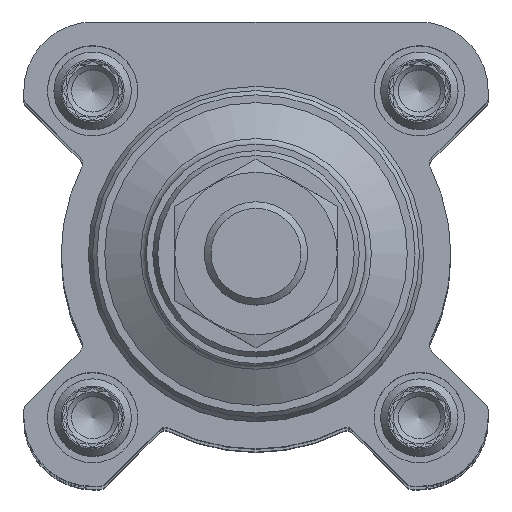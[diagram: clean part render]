
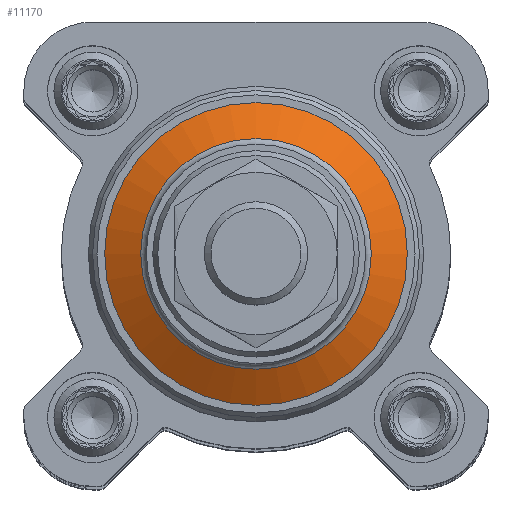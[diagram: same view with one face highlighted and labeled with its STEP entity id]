
A CAD part, top view. The second image highlights one B-rep face of the part: STEP entity #11170.
In plain terms, the highlighted conical face has half-angle 60.522 degrees and reference radius 13.41 mm.
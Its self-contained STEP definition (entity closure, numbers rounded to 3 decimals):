
#2970=ORIENTED_EDGE('',*,*,#4931,.F.);
#2971=ORIENTED_EDGE('',*,*,#4930,.T.);
#4930=EDGE_CURVE('',#5973,#5973,#6510,.T.);
#4931=EDGE_CURVE('',#5974,#5974,#6511,.T.);
#5973=VERTEX_POINT('',#16371);
#5974=VERTEX_POINT('',#16374);
#6510=CIRCLE('',#11855,13.41);
#6511=CIRCLE('',#11857,17.6);
#6807=EDGE_LOOP('',(#2970));
#6808=EDGE_LOOP('',(#2971));
#7449=FACE_BOUND('',#6807,.T.);
#7450=FACE_BOUND('',#6808,.T.);
#7946=CONICAL_SURFACE('',#11856,13.41,1.056);
#11170=ADVANCED_FACE('',(#7449,#7450),#7946,.T.);
#11855=AXIS2_PLACEMENT_3D('',#16370,#13191,#13192);
#11856=AXIS2_PLACEMENT_3D('',#16372,#13193,#13194);
#11857=AXIS2_PLACEMENT_3D('',#16373,#13195,#13196);
#13191=DIRECTION('',(0.,0.,-1.));
#13192=DIRECTION('',(-1.,0.,0.));
#13193=DIRECTION('',(0.,0.,-1.));
#13194=DIRECTION('',(-1.,0.,0.));
#13195=DIRECTION('',(0.,0.,-1.));
#13196=DIRECTION('',(-1.,0.,0.));
#16370=CARTESIAN_POINT('',(0.,0.,16.868));
#16371=CARTESIAN_POINT('',(-13.41,0.,16.868));
#16372=CARTESIAN_POINT('',(0.,0.,16.868));
#16373=CARTESIAN_POINT('',(0.,0.,14.5));
#16374=CARTESIAN_POINT('',(-17.6,0.,14.5));
